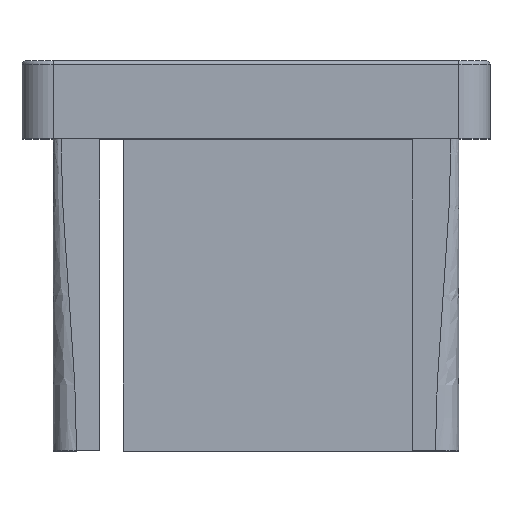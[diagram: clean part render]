
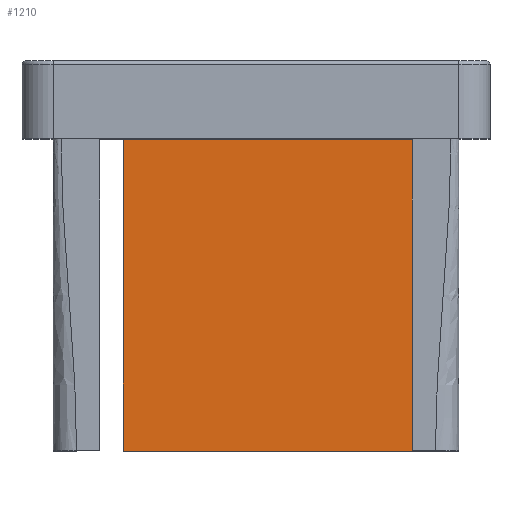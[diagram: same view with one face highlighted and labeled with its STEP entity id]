
A CAD part, top view. The second image highlights one B-rep face of the part: STEP entity #1210.
In plain terms, the highlighted planar face has unit normal (0, 0, 1).
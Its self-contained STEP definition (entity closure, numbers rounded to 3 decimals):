
#2 = EDGE_CURVE ( 'NONE', #774, #94, #220, .T. ) ;
#42 = EDGE_CURVE ( 'NONE', #1031, #952, #1178, .T. ) ;
#94 = VERTEX_POINT ( 'NONE', #734 ) ;
#162 = VECTOR ( 'NONE', #953, 1000. ) ;
#209 = EDGE_CURVE ( 'NONE', #774, #952, #500, .T. ) ;
#220 = LINE ( 'NONE', #252, #162 ) ;
#252 = CARTESIAN_POINT ( 'NONE',  ( 11.25, 20., -7.077 ) ) ;
#316 = DIRECTION ( 'NONE',  ( 1., 0., 0. ) ) ;
#345 = LINE ( 'NONE', #1157, #786 ) ;
#500 = LINE ( 'NONE', #956, #951 ) ;
#532 = PLANE ( 'NONE',  #719 ) ;
#560 = ORIENTED_EDGE ( 'NONE', *, *, #42, .T. ) ;
#639 = DIRECTION ( 'NONE',  ( -1., 0., 0. ) ) ;
#719 = AXIS2_PLACEMENT_3D ( 'NONE', #893, #1137, #316 ) ;
#725 = CARTESIAN_POINT ( 'NONE',  ( -8.5, 20., -7.077 ) ) ;
#734 = CARTESIAN_POINT ( 'NONE',  ( 11.25, 20., -7.077 ) ) ;
#735 = ORIENTED_EDGE ( 'NONE', *, *, #2, .T. ) ;
#754 = ORIENTED_EDGE ( 'NONE', *, *, #209, .F. ) ;
#765 = VECTOR ( 'NONE', #944, 1000. ) ;
#771 = FACE_OUTER_BOUND ( 'NONE', #1416, .T. ) ;
#774 = VERTEX_POINT ( 'NONE', #1222 ) ;
#786 = VECTOR ( 'NONE', #1285, 1000. ) ;
#866 = CARTESIAN_POINT ( 'NONE',  ( -8.5, 20., -7.077 ) ) ;
#893 = CARTESIAN_POINT ( 'NONE',  ( -11.5, 20., -7.077 ) ) ;
#925 = EDGE_CURVE ( 'NONE', #94, #1031, #345, .T. ) ;
#944 = DIRECTION ( 'NONE',  ( 0., -1., 0. ) ) ;
#948 = CARTESIAN_POINT ( 'NONE',  ( -8.5, 0., -7.077 ) ) ;
#951 = VECTOR ( 'NONE', #639, 1000. ) ;
#952 = VERTEX_POINT ( 'NONE', #948 ) ;
#953 = DIRECTION ( 'NONE',  ( 0., 1., 0. ) ) ;
#956 = CARTESIAN_POINT ( 'NONE',  ( -11.5, 0., -7.077 ) ) ;
#1031 = VERTEX_POINT ( 'NONE', #866 ) ;
#1137 = DIRECTION ( 'NONE',  ( 0., 0., 1. ) ) ;
#1157 = CARTESIAN_POINT ( 'NONE',  ( -11.5, 20., -7.077 ) ) ;
#1178 = LINE ( 'NONE', #725, #765 ) ;
#1189 = ORIENTED_EDGE ( 'NONE', *, *, #925, .T. ) ;
#1210 = ADVANCED_FACE ( 'NONE', ( #771 ), #532, .T. ) ;
#1222 = CARTESIAN_POINT ( 'NONE',  ( 11.25, 0., -7.077 ) ) ;
#1285 = DIRECTION ( 'NONE',  ( -1., 0., 0. ) ) ;
#1416 = EDGE_LOOP ( 'NONE', ( #1189, #560, #754, #735 ) ) ;
